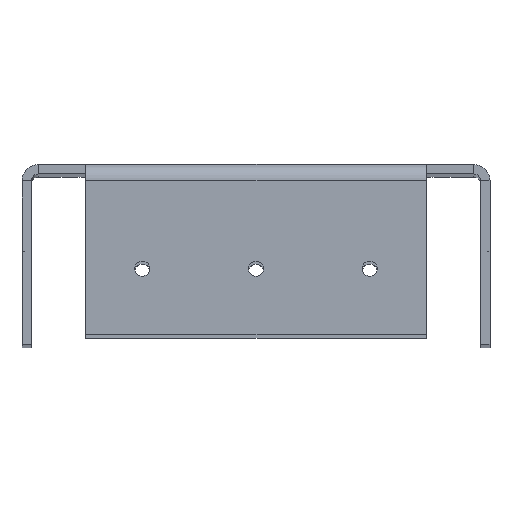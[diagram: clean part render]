
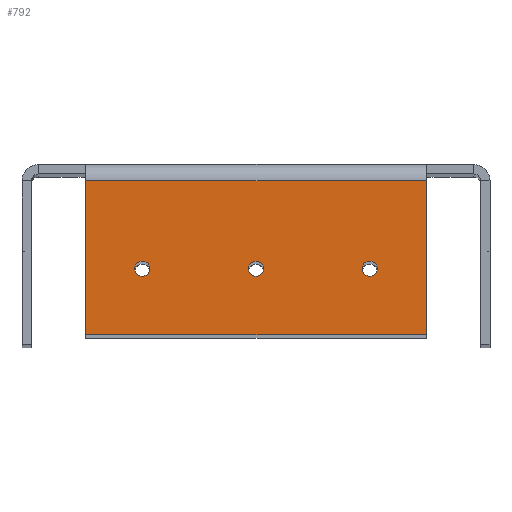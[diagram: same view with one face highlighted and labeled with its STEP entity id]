
A CAD part, top view. The second image highlights one B-rep face of the part: STEP entity #792.
In plain terms, the highlighted planar face has unit normal (0, 0, 1).
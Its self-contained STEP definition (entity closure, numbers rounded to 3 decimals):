
#7 = CARTESIAN_POINT ( 'NONE',  ( 17.966, 18.263, 96.237 ) ) ;
#41 = EDGE_CURVE ( 'NONE', #1034, #2133, #667, .T. ) ;
#54 = CARTESIAN_POINT ( 'NONE',  ( 12., 9., 96.237 ) ) ;
#66 = DIRECTION ( 'NONE',  ( 0., 0., 1. ) ) ;
#73 = CARTESIAN_POINT ( 'NONE',  ( 12.8, 9., 96.237 ) ) ;
#83 = CARTESIAN_POINT ( 'NONE',  ( 17.966, 2., 96.237 ) ) ;
#103 = CARTESIAN_POINT ( 'NONE',  ( -12., 9., 96.237 ) ) ;
#185 = VERTEX_POINT ( 'NONE', #2809 ) ;
#226 = VERTEX_POINT ( 'NONE', #3068 ) ;
#297 = EDGE_CURVE ( 'NONE', #2343, #1819, #1312, .T. ) ;
#328 = DIRECTION ( 'NONE',  ( 1., 0., 0. ) ) ;
#329 = FACE_BOUND ( 'NONE', #943, .T. ) ;
#503 = DIRECTION ( 'NONE',  ( 0., 0., 1. ) ) ;
#532 = EDGE_CURVE ( 'NONE', #185, #2362, #2872, .T. ) ;
#604 = CARTESIAN_POINT ( 'NONE',  ( -17.966, 10.132, 96.237 ) ) ;
#667 = CIRCLE ( 'NONE', #1894, 0.8 ) ;
#668 = VECTOR ( 'NONE', #2795, 1000. ) ;
#675 = CIRCLE ( 'NONE', #2736, 0.8 ) ;
#763 = CARTESIAN_POINT ( 'NONE',  ( 17.966, 18.263, 96.237 ) ) ;
#792 = ADVANCED_FACE ( 'NONE', ( #1980, #329, #930, #856 ), #3018, .F. ) ;
#828 = CARTESIAN_POINT ( 'NONE',  ( 12., 9., 96.237 ) ) ;
#840 = DIRECTION ( 'NONE',  ( 0., 0., 1. ) ) ;
#856 = FACE_OUTER_BOUND ( 'NONE', #2155, .T. ) ;
#867 = VECTOR ( 'NONE', #884, 1000. ) ;
#877 = DIRECTION ( 'NONE',  ( 0., 1., 0. ) ) ;
#878 = VECTOR ( 'NONE', #2478, 1000. ) ;
#884 = DIRECTION ( 'NONE',  ( 1., 0., 0. ) ) ;
#930 = FACE_BOUND ( 'NONE', #1925, .T. ) ;
#943 = EDGE_LOOP ( 'NONE', ( #1217, #1094 ) ) ;
#946 = ORIENTED_EDGE ( 'NONE', *, *, #1593, .T. ) ;
#947 = ORIENTED_EDGE ( 'NONE', *, *, #1216, .F. ) ;
#978 = AXIS2_PLACEMENT_3D ( 'NONE', #1340, #2830, #3085 ) ;
#1007 = CIRCLE ( 'NONE', #1486, 0.8 ) ;
#1034 = VERTEX_POINT ( 'NONE', #2340 ) ;
#1060 = CARTESIAN_POINT ( 'NONE',  ( 0., 9., 96.237 ) ) ;
#1093 = DIRECTION ( 'NONE',  ( 0., 0., 1. ) ) ;
#1094 = ORIENTED_EDGE ( 'NONE', *, *, #2640, .F. ) ;
#1190 = ORIENTED_EDGE ( 'NONE', *, *, #297, .F. ) ;
#1216 = EDGE_CURVE ( 'NONE', #1247, #1415, #1007, .T. ) ;
#1217 = ORIENTED_EDGE ( 'NONE', *, *, #41, .F. ) ;
#1247 = VERTEX_POINT ( 'NONE', #1411 ) ;
#1263 = DIRECTION ( 'NONE',  ( 0., 0., 1. ) ) ;
#1283 = EDGE_CURVE ( 'NONE', #2201, #1819, #1492, .T. ) ;
#1312 = LINE ( 'NONE', #2494, #867 ) ;
#1314 = DIRECTION ( 'NONE',  ( 1., 0., 0. ) ) ;
#1340 = CARTESIAN_POINT ( 'NONE',  ( 0., 0., 96.237 ) ) ;
#1399 = EDGE_CURVE ( 'NONE', #2362, #185, #2683, .T. ) ;
#1411 = CARTESIAN_POINT ( 'NONE',  ( 11.2, 9., 96.237 ) ) ;
#1415 = VERTEX_POINT ( 'NONE', #73 ) ;
#1423 = DIRECTION ( 'NONE',  ( 1., 0., 0. ) ) ;
#1486 = AXIS2_PLACEMENT_3D ( 'NONE', #828, #840, #1314 ) ;
#1492 = LINE ( 'NONE', #7, #878 ) ;
#1501 = CARTESIAN_POINT ( 'NONE',  ( -17.966, 18.263, 96.237 ) ) ;
#1576 = DIRECTION ( 'NONE',  ( 1., 0., 0. ) ) ;
#1593 = EDGE_CURVE ( 'NONE', #226, #2201, #2013, .T. ) ;
#1632 = CARTESIAN_POINT ( 'NONE',  ( -0.8, 9., 96.237 ) ) ;
#1709 = EDGE_LOOP ( 'NONE', ( #1903, #2641 ) ) ;
#1744 = DIRECTION ( 'NONE',  ( 1., 0., 0. ) ) ;
#1758 = DIRECTION ( 'NONE',  ( 1., 0., 0. ) ) ;
#1819 = VERTEX_POINT ( 'NONE', #763 ) ;
#1858 = AXIS2_PLACEMENT_3D ( 'NONE', #103, #1263, #1758 ) ;
#1894 = AXIS2_PLACEMENT_3D ( 'NONE', #1060, #1093, #1576 ) ;
#1903 = ORIENTED_EDGE ( 'NONE', *, *, #1399, .F. ) ;
#1925 = EDGE_LOOP ( 'NONE', ( #2887, #947 ) ) ;
#1980 = FACE_BOUND ( 'NONE', #1709, .T. ) ;
#2013 = LINE ( 'NONE', #2559, #668 ) ;
#2133 = VERTEX_POINT ( 'NONE', #1632 ) ;
#2140 = DIRECTION ( 'NONE',  ( 0., 0., 1. ) ) ;
#2155 = EDGE_LOOP ( 'NONE', ( #2681, #1190, #2819, #946 ) ) ;
#2201 = VERTEX_POINT ( 'NONE', #83 ) ;
#2340 = CARTESIAN_POINT ( 'NONE',  ( 0.8, 9., 96.237 ) ) ;
#2343 = VERTEX_POINT ( 'NONE', #1501 ) ;
#2361 = LINE ( 'NONE', #604, #2399 ) ;
#2362 = VERTEX_POINT ( 'NONE', #2530 ) ;
#2364 = CARTESIAN_POINT ( 'NONE',  ( -12., 9., 96.237 ) ) ;
#2399 = VECTOR ( 'NONE', #877, 1000. ) ;
#2436 = CIRCLE ( 'NONE', #2673, 0.8 ) ;
#2478 = DIRECTION ( 'NONE',  ( 0., 1., 0. ) ) ;
#2494 = CARTESIAN_POINT ( 'NONE',  ( 22.966, 18.263, 96.237 ) ) ;
#2517 = EDGE_CURVE ( 'NONE', #1415, #1247, #675, .T. ) ;
#2530 = CARTESIAN_POINT ( 'NONE',  ( -11.2, 9., 96.237 ) ) ;
#2559 = CARTESIAN_POINT ( 'NONE',  ( 0., 2., 96.237 ) ) ;
#2564 = AXIS2_PLACEMENT_3D ( 'NONE', #2364, #503, #1423 ) ;
#2640 = EDGE_CURVE ( 'NONE', #2133, #1034, #2436, .T. ) ;
#2641 = ORIENTED_EDGE ( 'NONE', *, *, #532, .F. ) ;
#2673 = AXIS2_PLACEMENT_3D ( 'NONE', #3076, #2140, #1744 ) ;
#2681 = ORIENTED_EDGE ( 'NONE', *, *, #1283, .T. ) ;
#2683 = CIRCLE ( 'NONE', #1858, 0.8 ) ;
#2736 = AXIS2_PLACEMENT_3D ( 'NONE', #54, #66, #328 ) ;
#2795 = DIRECTION ( 'NONE',  ( 1., 0., 0. ) ) ;
#2808 = EDGE_CURVE ( 'NONE', #226, #2343, #2361, .T. ) ;
#2809 = CARTESIAN_POINT ( 'NONE',  ( -12.8, 9., 96.237 ) ) ;
#2819 = ORIENTED_EDGE ( 'NONE', *, *, #2808, .F. ) ;
#2830 = DIRECTION ( 'NONE',  ( 0., 0., -1. ) ) ;
#2872 = CIRCLE ( 'NONE', #2564, 0.8 ) ;
#2887 = ORIENTED_EDGE ( 'NONE', *, *, #2517, .F. ) ;
#3018 = PLANE ( 'NONE',  #978 ) ;
#3068 = CARTESIAN_POINT ( 'NONE',  ( -17.966, 2., 96.237 ) ) ;
#3076 = CARTESIAN_POINT ( 'NONE',  ( 0., 9., 96.237 ) ) ;
#3085 = DIRECTION ( 'NONE',  ( 0., 1., 0. ) ) ;
